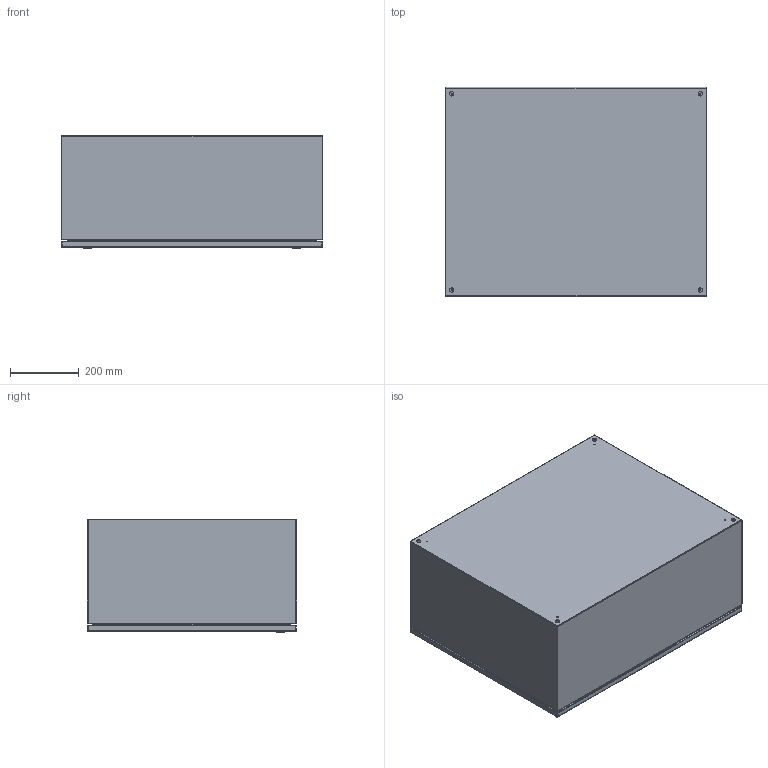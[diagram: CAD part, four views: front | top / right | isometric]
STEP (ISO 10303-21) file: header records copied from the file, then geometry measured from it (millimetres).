
FILE_DESCRIPTION (( 'STEP AP214' ), '1' );
FILE_NAME ('EN4SD302412WGY.STEP', '2019-11-11T20:32:55', ( '' ), ( '' ), 'SwSTEP 2.0', 'SolidWorks 2019', '' );
FILE_SCHEMA (( 'AUTOMOTIVE_DESIGN' ));
Length unit declared in the file: inch
Products named in the file (1): EN4SD302412WGY
Bounding box: 762 x 609.6 x 330.12 mm (x, y, z)
Volume: 5117720.4 mm3; surface area: 4318148.5 mm2
Topology: 82 solids, 83 shells, 1603 faces, 3505 edges, 2114 vertices
Faces by surface type: plane 810, cylinder 499, cone 162, bspline 94, torus 36, sphere 2
Entity records: 67768 total; most frequent: CARTESIAN_POINT 11509, DIRECTION 7429, ORIENTED_EDGE 6966, EDGE_CURVE 3483, AXIS2_PLACEMENT_3D 2828, VERTEX_POINT 2114, EDGE_LOOP 1783, LINE 1773
